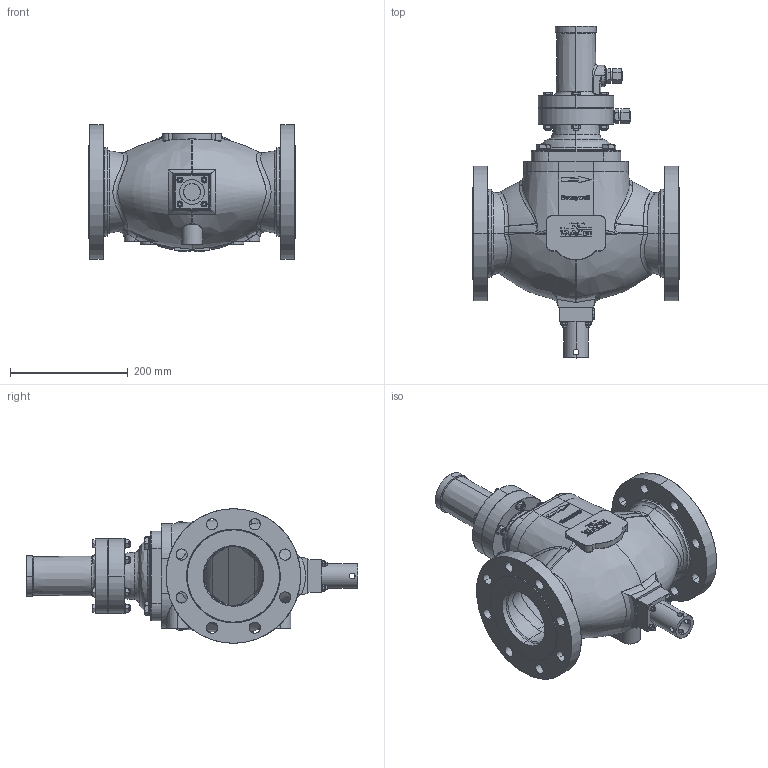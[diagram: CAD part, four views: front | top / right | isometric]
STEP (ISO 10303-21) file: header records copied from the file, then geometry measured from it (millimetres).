
FILE_DESCRIPTION (( 'STEP AP214' ), '1' );
FILE_NAME ('MB_HON720_DN_100_Class_150_K5.STEP', '2017-03-09T14:26:43', ( '' ), ( '' ), 'SwSTEP 2.0', 'SolidWorks 2015', '' );
FILE_SCHEMA (( 'AUTOMOTIVE_DESIGN' ));
Length unit declared in the file: millimetre
Products named in the file (1): MB_HON720_DN_100_Class_150_K5
Bounding box: 352 x 564.88 x 229 mm (x, y, z)
Surface area: 622154.6 mm2 (no closed solid volume)
Topology: 0 solids, 1044 shells, 1427 faces, 6396 edges, 6021 vertices
Faces by surface type: plane 555, bspline 396, cylinder 290, cone 186
Entity records: 154254 total; most frequent: CARTESIAN_POINT 109801, ORIENTED_EDGE 7312, DIRECTION 6707, EDGE_CURVE 6386, VERTEX_POINT 6021, B_SPLINE_CURVE_WITH_KNOTS 2783, VECTOR 2507, LINE 2507
